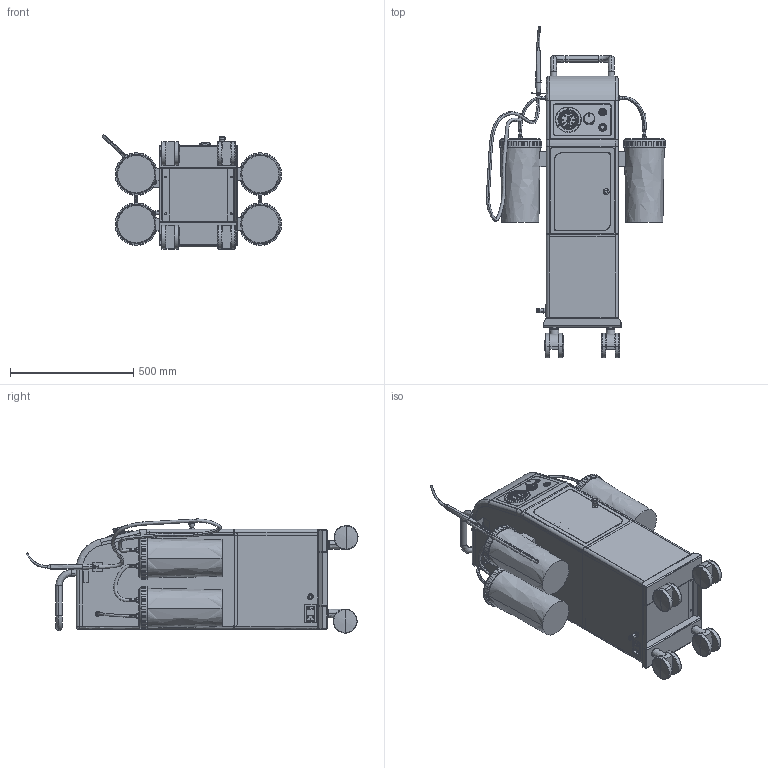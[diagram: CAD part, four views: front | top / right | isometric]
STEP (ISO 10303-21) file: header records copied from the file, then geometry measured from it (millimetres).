
FILE_DESCRIPTION(('FreeCAD Model'),'2;1');
FILE_NAME('Open CASCADE Shape Model','2025-04-29T13:15:59',('FreeCAD'),( 'FreeCAD'),'Open CASCADE STEP processor 7.6','FreeCAD','Unknown');
FILE_SCHEMA(('AUTOMOTIVE_DESIGN { 1 0 10303 214 1 1 1 1 }'));
Products named in the file (1): Open CASCADE STEP translator 7.6 1
Bounding box: 728.2 x 1349.15 x 463.85 mm (x, y, z)
Volume: 37327085.7 mm3; surface area: 6606960.2 mm2
Topology: 68 solids, 68 shells, 4813 faces, 12017 edges, 7635 vertices
Faces by surface type: bspline 4813
Entity records: 174719 total; most frequent: CARTESIAN_POINT 103921, ORIENTED_EDGE 23982, EDGE_CURVE 11991, B_SPLINE_CURVE_WITH_KNOTS 8073, VERTEX_POINT 7635, FACE_BOUND 5660, EDGE_LOOP 5660, ADVANCED_FACE 4813
